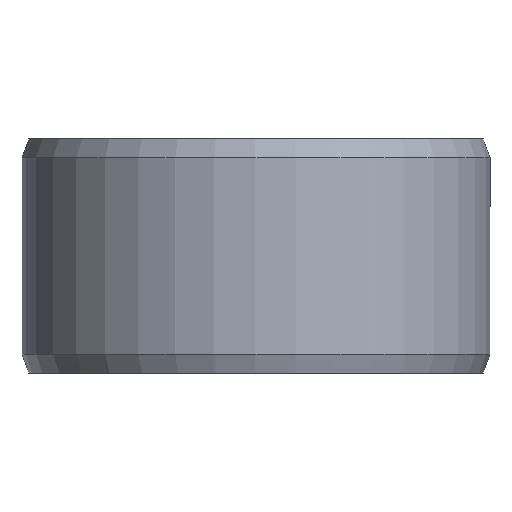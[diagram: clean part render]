
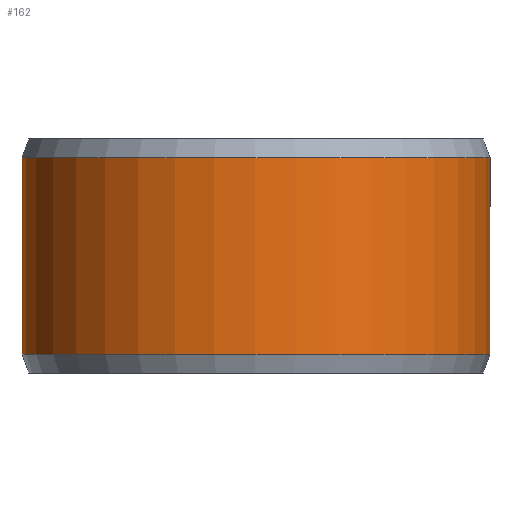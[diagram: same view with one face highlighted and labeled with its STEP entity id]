
A CAD part, front view. The second image highlights one B-rep face of the part: STEP entity #162.
In plain terms, the highlighted cylindrical face has radius 15 mm (diameter 30 mm), a partial arc.
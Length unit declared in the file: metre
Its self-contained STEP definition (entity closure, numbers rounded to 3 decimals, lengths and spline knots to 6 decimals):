
#162=ADVANCED_FACE('',(#185,#186),#187,.T.);
#185=FACE_OUTER_BOUND('',#211,.T.);
#186=FACE_BOUND('',#212,.T.);
#187=CYLINDRICAL_SURFACE('',#213,0.015);
#211=EDGE_LOOP('',(#289,#290,#291,#292));
#212=EDGE_LOOP('',(#293));
#213=AXIS2_PLACEMENT_3D('',#294,#295,#296);
#289=ORIENTED_EDGE('',*,*,#314,.T.);
#290=ORIENTED_EDGE('',*,*,#323,.F.);
#291=ORIENTED_EDGE('',*,*,#309,.F.);
#292=ORIENTED_EDGE('',*,*,#324,.T.);
#293=ORIENTED_EDGE('',*,*,#327,.T.);
#294=CARTESIAN_POINT('',(0.,0.,0.0));
#295=DIRECTION('',(0.,0.0,-1.0));
#296=DIRECTION('',(-1.0,0.0,0.));
#309=EDGE_CURVE('',#341,#342,#343,.T.);
#314=EDGE_CURVE('',#351,#349,#352,.T.);
#323=EDGE_CURVE('',#342,#349,#365,.T.);
#324=EDGE_CURVE('',#341,#351,#366,.T.);
#327=EDGE_CURVE('',#370,#370,#371,.T.);
#341=VERTEX_POINT('',#389);
#342=VERTEX_POINT('',#390);
#343=CIRCLE('',#391,0.015);
#349=VERTEX_POINT('',#399);
#351=VERTEX_POINT('',#402);
#352=CIRCLE('',#403,0.015);
#365=LINE('',#422,#423);
#366=LINE('',#424,#425);
#370=VERTEX_POINT('',#491);
#371=B_SPLINE_CURVE_WITH_KNOTS('',3,(#492,#493,#494,#495,#496,#497,#498,#499,#500,#501,#502,#503,#504,#505,#506,#507,#508,#509,#510,#511,#512,#513,#514,#515,#516,#517,#518,#519,#520,#521,#522,#523,#524,#525,#526,#527,#528,#529,#530,#531,#532,#533,#534,#535,#536,#537,#538,#539,#540,#541,#542,#543,#544,#545,#546,#547,#548,#549,#550,#551,#552,#553,#554,#555),.UNSPECIFIED.,.T.,.F.,(2,2,2,2,2,2,2,2,2,2,2,2,2,2,2,2,2,2,2,2,2,2,2,2,2,2,2,2,2,2,2,2,2,2),(-0.000588,0.0,0.000588,0.001175,0.001763,0.00235,0.002938,0.003526,0.004113,0.004701,0.005289,0.005876,0.006464,0.007051,0.007639,0.008227,0.008814,0.009402,0.009989,0.010577,0.011165,0.011752,0.01234,0.012928,0.013515,0.014103,0.01469,0.015278,0.015866,0.016453,0.017628,0.018216,0.018804,0.019391),.UNSPECIFIED.);
#389=CARTESIAN_POINT('',(0.000262,0.014998,0.0012));
#390=CARTESIAN_POINT('',(0.,0.015,0.0012));
#391=AXIS2_PLACEMENT_3D('',#569,#570,#571);
#399=CARTESIAN_POINT('',(0.,0.015,0.0138));
#402=CARTESIAN_POINT('',(0.000262,0.014998,0.0138));
#403=AXIS2_PLACEMENT_3D('',#578,#579,#580);
#422=CARTESIAN_POINT('',(0.,0.015,0.0012));
#423=VECTOR('',#593,1.0);
#424=CARTESIAN_POINT('',(0.000262,0.014998,0.0012));
#425=VECTOR('',#594,1.0);
#491=CARTESIAN_POINT('',(0.011053,-0.010141,0.0075));
#492=CARTESIAN_POINT('',(0.011053,-0.010141,0.007301));
#493=CARTESIAN_POINT('',(0.011053,-0.010141,0.007699));
#494=CARTESIAN_POINT('',(0.011066,-0.010126,0.007894));
#495=CARTESIAN_POINT('',(0.011119,-0.010069,0.008278));
#496=CARTESIAN_POINT('',(0.011158,-0.010025,0.008469));
#497=CARTESIAN_POINT('',(0.01126,-0.00991,0.008832));
#498=CARTESIAN_POINT('',(0.011322,-0.00984,0.009004));
#499=CARTESIAN_POINT('',(0.011466,-0.009672,0.00933));
#500=CARTESIAN_POINT('',(0.011548,-0.009574,0.009484));
#501=CARTESIAN_POINT('',(0.011724,-0.009358,0.00976));
#502=CARTESIAN_POINT('',(0.011818,-0.009239,0.009884));
#503=CARTESIAN_POINT('',(0.012019,-0.008977,0.010103));
#504=CARTESIAN_POINT('',(0.012122,-0.008836,0.010196));
#505=CARTESIAN_POINT('',(0.012332,-0.008541,0.010346));
#506=CARTESIAN_POINT('',(0.012439,-0.008385,0.010403));
#507=CARTESIAN_POINT('',(0.012652,-0.00806,0.010481));
#508=CARTESIAN_POINT('',(0.012756,-0.007895,0.0105));
#509=CARTESIAN_POINT('',(0.012958,-0.007559,0.0105));
#510=CARTESIAN_POINT('',(0.013057,-0.007386,0.010481));
#511=CARTESIAN_POINT('',(0.013242,-0.007048,0.010404));
#512=CARTESIAN_POINT('',(0.013329,-0.006882,0.010347));
#513=CARTESIAN_POINT('',(0.013493,-0.006556,0.010196));
#514=CARTESIAN_POINT('',(0.013568,-0.006397,0.010103));
#515=CARTESIAN_POINT('',(0.013705,-0.0061,0.009886));
#516=CARTESIAN_POINT('',(0.013766,-0.00596,0.009761));
#517=CARTESIAN_POINT('',(0.013875,-0.0057,0.009482));
#518=CARTESIAN_POINT('',(0.013922,-0.005584,0.009331));
#519=CARTESIAN_POINT('',(0.014003,-0.005379,0.009007));
#520=CARTESIAN_POINT('',(0.014037,-0.005289,0.008831));
#521=CARTESIAN_POINT('',(0.01409,-0.005146,0.008469));
#522=CARTESIAN_POINT('',(0.01411,-0.005091,0.008282));
#523=CARTESIAN_POINT('',(0.014136,-0.005017,0.007896));
#524=CARTESIAN_POINT('',(0.014143,-0.004998,0.007697));
#525=CARTESIAN_POINT('',(0.014143,-0.004998,0.007305));
#526=CARTESIAN_POINT('',(0.014136,-0.005016,0.00711));
#527=CARTESIAN_POINT('',(0.01411,-0.00509,0.006721));
#528=CARTESIAN_POINT('',(0.01409,-0.005145,0.006533));
#529=CARTESIAN_POINT('',(0.014037,-0.005288,0.006172));
#530=CARTESIAN_POINT('',(0.014004,-0.005377,0.005996));
#531=CARTESIAN_POINT('',(0.013923,-0.005583,0.00567));
#532=CARTESIAN_POINT('',(0.013876,-0.005699,0.005519));
#533=CARTESIAN_POINT('',(0.013767,-0.005956,0.005242));
#534=CARTESIAN_POINT('',(0.013705,-0.006099,0.005116));
#535=CARTESIAN_POINT('',(0.013569,-0.006396,0.004898));
#536=CARTESIAN_POINT('',(0.013495,-0.006552,0.004806));
#537=CARTESIAN_POINT('',(0.013331,-0.006878,0.004654));
#538=CARTESIAN_POINT('',(0.013243,-0.007047,0.004597));
#539=CARTESIAN_POINT('',(0.013058,-0.007383,0.00452));
#540=CARTESIAN_POINT('',(0.012961,-0.007554,0.0045));
#541=CARTESIAN_POINT('',(0.012757,-0.007894,0.0045));
#542=CARTESIAN_POINT('',(0.012653,-0.008059,0.004519));
#543=CARTESIAN_POINT('',(0.012442,-0.008381,0.004595));
#544=CARTESIAN_POINT('',(0.012334,-0.008539,0.004653));
#545=CARTESIAN_POINT('',(0.012123,-0.008835,0.004804));
#546=CARTESIAN_POINT('',(0.01202,-0.008974,0.004896));
#547=CARTESIAN_POINT('',(0.011821,-0.009236,0.005113));
#548=CARTESIAN_POINT('',(0.011725,-0.009357,0.005239));
#549=CARTESIAN_POINT('',(0.011461,-0.009681,0.005653));
#550=CARTESIAN_POINT('',(0.011311,-0.009853,0.005986));
#551=CARTESIAN_POINT('',(0.011159,-0.010024,0.006528));
#552=CARTESIAN_POINT('',(0.011119,-0.010068,0.006718));
#553=CARTESIAN_POINT('',(0.011066,-0.010126,0.007105));
#554=CARTESIAN_POINT('',(0.011053,-0.010141,0.007301));
#555=CARTESIAN_POINT('',(0.011053,-0.010141,0.007699));
#569=CARTESIAN_POINT('',(0.,0.,0.0012));
#570=DIRECTION('',(0.,0.0,-1.0));
#571=DIRECTION('',(-1.0,0.0,0.));
#578=CARTESIAN_POINT('',(0.,0.,0.0138));
#579=DIRECTION('',(0.,0.0,-1.0));
#580=DIRECTION('',(-1.0,0.0,0.));
#593=DIRECTION('',(0.0,0.0,1.0));
#594=DIRECTION('',(0.,0.,1.0));
